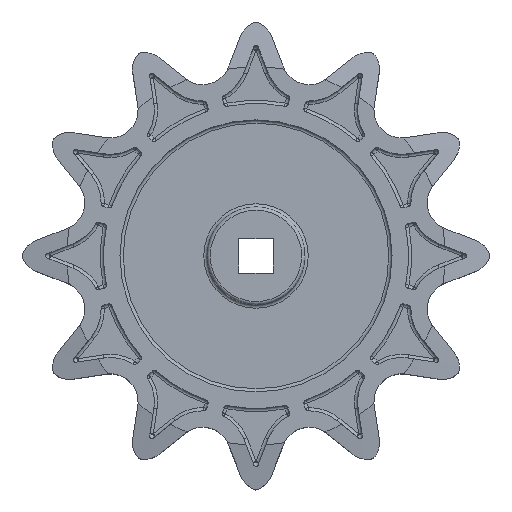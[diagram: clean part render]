
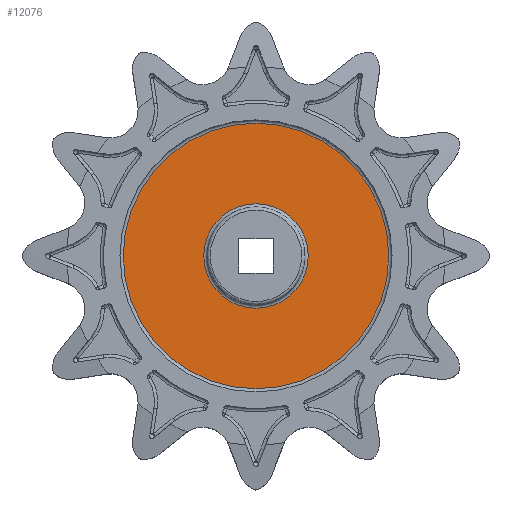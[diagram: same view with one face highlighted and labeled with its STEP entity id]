
A CAD part, top view. The second image highlights one B-rep face of the part: STEP entity #12076.
In plain terms, the highlighted planar face has unit normal (0, 0, 1).
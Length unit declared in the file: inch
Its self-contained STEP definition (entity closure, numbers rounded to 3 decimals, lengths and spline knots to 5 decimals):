
#20=FACE_BOUND('',#3843,.T.);
#198=PLANE('',#13633);
#3097=FACE_OUTER_BOUND('',#3842,.T.);
#3842=EDGE_LOOP('',(#11256));
#3843=EDGE_LOOP('',(#11257,#11258));
#4661=CIRCLE('',#13628,0.48031);
#4663=CIRCLE('',#13631,0.18898);
#4664=CIRCLE('',#13632,0.18898);
#5760=VERTEX_POINT('',#25989);
#5761=VERTEX_POINT('',#25993);
#5762=VERTEX_POINT('',#25995);
#7591=EDGE_CURVE('',#5760,#5760,#4661,.T.);
#7593=EDGE_CURVE('',#5761,#5762,#4663,.T.);
#7594=EDGE_CURVE('',#5762,#5761,#4664,.T.);
#11256=ORIENTED_EDGE('',*,*,#7591,.F.);
#11257=ORIENTED_EDGE('',*,*,#7594,.F.);
#11258=ORIENTED_EDGE('',*,*,#7593,.F.);
#12076=ADVANCED_FACE('',(#3097,#20),#198,.F.);
#13628=AXIS2_PLACEMENT_3D('',#25991,#17362,#17363);
#13631=AXIS2_PLACEMENT_3D('',#25996,#17368,#17369);
#13632=AXIS2_PLACEMENT_3D('',#25997,#17370,#17371);
#13633=AXIS2_PLACEMENT_3D('',#25998,#17372,#17373);
#17362=DIRECTION('center_axis',(0.,0.,-1.));
#17363=DIRECTION('ref_axis',(1.,0.,0.));
#17368=DIRECTION('center_axis',(0.,0.,
1.));
#17369=DIRECTION('ref_axis',(1.,0.,0.));
#17370=DIRECTION('center_axis',(0.,0.,
1.));
#17371=DIRECTION('ref_axis',(1.,0.,0.));
#17372=DIRECTION('center_axis',(0.,0.,-1.));
#17373=DIRECTION('ref_axis',(-1.,0.,0.));
#25989=CARTESIAN_POINT('',(0.48031,0.,0.03937));
#25991=CARTESIAN_POINT('Origin',(0.,0.,0.03937));
#25993=CARTESIAN_POINT('',(-0.18898,0.,0.03937));
#25995=CARTESIAN_POINT('',(0.18898,0.,0.03937));
#25996=CARTESIAN_POINT('Origin',(0.,0.,
0.03937));
#25997=CARTESIAN_POINT('Origin',(0.,0.,
0.03937));
#25998=CARTESIAN_POINT('Origin',(0.,0.,0.03937));
